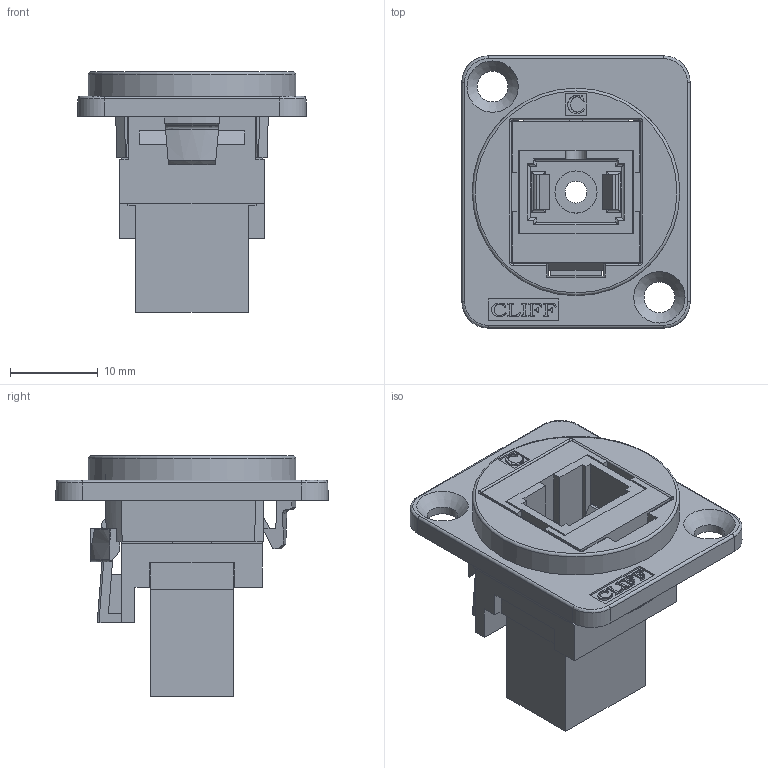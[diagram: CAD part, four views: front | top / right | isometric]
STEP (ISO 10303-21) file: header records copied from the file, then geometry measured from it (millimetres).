
FILE_DESCRIPTION(/* description */ (''),/* implementation_level */ '2;1');
FILE_NAME(/* name */ 'CP30216 MM Simplex CSK.stp',/* time_stamp */ '2022-10-18T14:37:11+01:00',/* author */ ('tottley'),/* organization */ (''),/* preprocessor_version */ 'ST-DEVELOPER v18.1',/* originating_system */ 'Autodesk Inventor 2022',/* authorisation */ '');
FILE_SCHEMA (('AUTOMOTIVE_DESIGN { 1 0 10303 214 3 1 1 }'));
Length unit declared in the file: millimetre
Products named in the file (1): Simplex_Simplify_1
Bounding box: 26 x 31 x 27.4 mm (x, y, z)
Volume: 5518.4 mm3; surface area: 6925.7 mm2
Topology: 1 solids, 1 shells, 430 faces, 1165 edges, 744 vertices
Faces by surface type: plane 271, cylinder 82, bspline 57, cone 12, torus 8
Full cylindrical faces by diameter (mm): 2.5 x1, 3.5 x2, 4.8 x2
Entity records: 14675 total; most frequent: CARTESIAN_POINT 3645, ORIENTED_EDGE 2330, DIRECTION 1960, EDGE_CURVE 1165, LINE 862, VECTOR 862, VERTEX_POINT 744, AXIS2_PLACEMENT_3D 549
